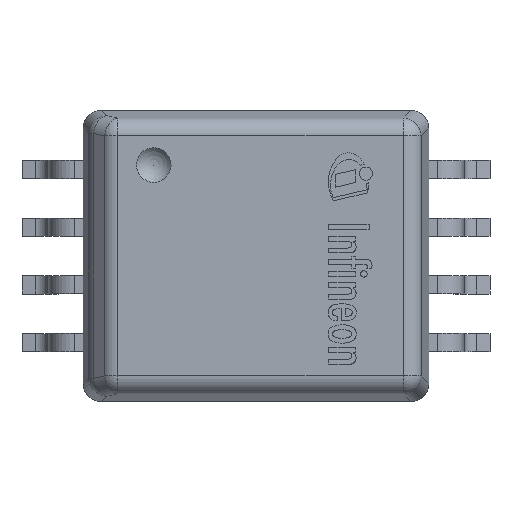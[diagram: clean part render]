
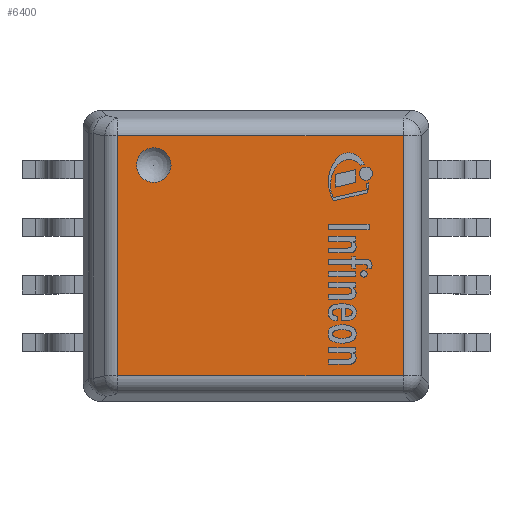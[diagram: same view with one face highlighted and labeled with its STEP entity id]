
A CAD part, top view. The second image highlights one B-rep face of the part: STEP entity #6400.
In plain terms, the highlighted planar face has unit normal (0, 0, 1).
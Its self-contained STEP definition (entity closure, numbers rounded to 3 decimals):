
#269=FACE_BOUND('',#874,.T.);
#491=FACE_OUTER_BOUND('',#873,.T.);
#873=EDGE_LOOP('',(#5235,#5236,#5237,#5238));
#874=EDGE_LOOP('',(#5239));
#1344=LINE('',#10457,#1933);
#1347=LINE('',#10468,#1936);
#1349=LINE('',#10476,#1938);
#1351=LINE('',#10487,#1940);
#1933=VECTOR('',#8491,1.);
#1936=VECTOR('',#8502,1.);
#1938=VECTOR('',#8510,1.);
#1940=VECTOR('',#8526,1.);
#2465=CIRCLE('',#7048,0.38);
#2920=VERTEX_POINT('',#10454);
#2921=VERTEX_POINT('',#10456);
#2923=VERTEX_POINT('',#10462);
#2926=VERTEX_POINT('',#10470);
#2937=VERTEX_POINT('',#10513);
#3717=EDGE_CURVE('',#2920,#2921,#1344,.T.);
#3723=EDGE_CURVE('',#2921,#2923,#1347,.T.);
#3727=EDGE_CURVE('',#2923,#2926,#1349,.T.);
#3733=EDGE_CURVE('',#2926,#2920,#1351,.T.);
#3746=EDGE_CURVE('',#2937,#2937,#2465,.T.);
#5235=ORIENTED_EDGE('',*,*,#3717,.F.);
#5236=ORIENTED_EDGE('',*,*,#3733,.F.);
#5237=ORIENTED_EDGE('',*,*,#3727,.F.);
#5238=ORIENTED_EDGE('',*,*,#3723,.F.);
#5239=ORIENTED_EDGE('',*,*,#3746,.T.);
#6087=PLANE('',#7047);
#6400=ADVANCED_FACE('',(#491,#269),#6087,.T.);
#7047=AXIS2_PLACEMENT_3D('',#10512,#8555,#8556);
#7048=AXIS2_PLACEMENT_3D('',#10514,#8557,#8558);
#8491=DIRECTION('',(0.,-1.,0.));
#8502=DIRECTION('',(-1.,0.,0.));
#8510=DIRECTION('',(0.,1.,0.));
#8526=DIRECTION('',(1.,0.,0.));
#8555=DIRECTION('center_axis',(0.,0.,1.));
#8556=DIRECTION('ref_axis',(0.,-1.,0.));
#8557=DIRECTION('center_axis',(0.,0.,-1.));
#8558=DIRECTION('ref_axis',(0.,-1.,0.));
#10454=CARTESIAN_POINT('',(3.242,2.642,2.65));
#10456=CARTESIAN_POINT('',(3.242,-2.642,2.65));
#10457=CARTESIAN_POINT('',(3.242,3.2,2.65));
#10462=CARTESIAN_POINT('',(-3.051,-2.642,2.65));
#10468=CARTESIAN_POINT('',(-3.608,-2.642,2.65));
#10470=CARTESIAN_POINT('',(-3.051,2.642,2.65));
#10476=CARTESIAN_POINT('',(-3.051,3.2,2.65));
#10487=CARTESIAN_POINT('',(-3.608,2.642,2.65));
#10512=CARTESIAN_POINT('Origin',(-3.216,3.2,2.65));
#10513=CARTESIAN_POINT('',(-2.25,2.38,2.65));
#10514=CARTESIAN_POINT('Origin',(-2.25,2.,2.65));
